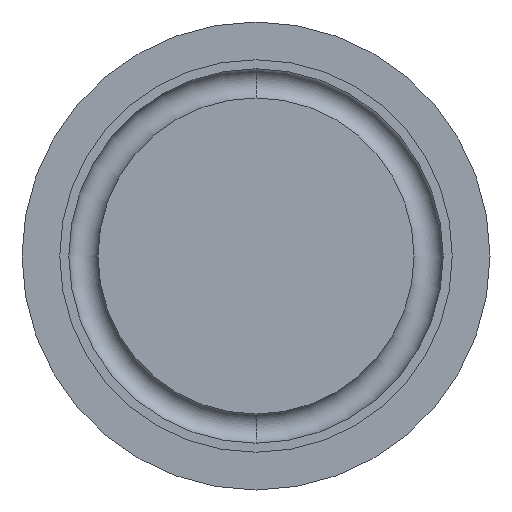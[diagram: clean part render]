
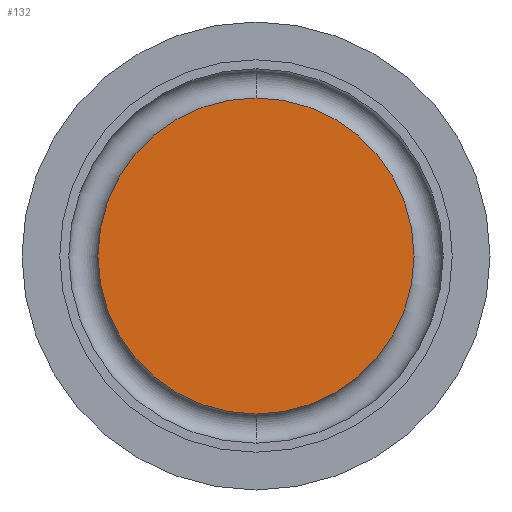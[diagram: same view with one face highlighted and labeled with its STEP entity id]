
A CAD part, left-side view. The second image highlights one B-rep face of the part: STEP entity #132.
In plain terms, the highlighted planar face has unit normal (-1, 0, 0).
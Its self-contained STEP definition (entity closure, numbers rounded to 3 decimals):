
#14 = EDGE_LOOP ( 'NONE', ( #534, #105 ) ) ;
#33 = DIRECTION ( 'NONE',  ( -1., 0., 0. ) ) ;
#39 = CARTESIAN_POINT ( 'NONE',  ( -8.85, -27.86, 0. ) ) ;
#105 = ORIENTED_EDGE ( 'NONE', *, *, #381, .T. ) ;
#132 = ADVANCED_FACE ( 'NONE', ( #247 ), #380, .F. ) ;
#138 = CARTESIAN_POINT ( 'NONE',  ( -8.85, 0., 0. ) ) ;
#152 = DIRECTION ( 'NONE',  ( -1., 0., 0. ) ) ;
#154 = DIRECTION ( 'NONE',  ( 0., 0., 1. ) ) ;
#161 = CIRCLE ( 'NONE', #240, 26.165 ) ;
#171 = EDGE_CURVE ( 'NONE', #370, #189, #161, .T. ) ;
#189 = VERTEX_POINT ( 'NONE', #358 ) ;
#240 = AXIS2_PLACEMENT_3D ( 'NONE', #419, #152, #474 ) ;
#245 = CARTESIAN_POINT ( 'NONE',  ( -8.85, -27.86, 26.165 ) ) ;
#247 = FACE_OUTER_BOUND ( 'NONE', #14, .T. ) ;
#287 = AXIS2_PLACEMENT_3D ( 'NONE', #39, #33, #154 ) ;
#307 = DIRECTION ( 'NONE',  ( 1., 0., 0. ) ) ;
#331 = DIRECTION ( 'NONE',  ( 0., 0., -1. ) ) ;
#358 = CARTESIAN_POINT ( 'NONE',  ( -8.85, -27.86, -26.165 ) ) ;
#370 = VERTEX_POINT ( 'NONE', #245 ) ;
#380 = PLANE ( 'NONE',  #460 ) ;
#381 = EDGE_CURVE ( 'NONE', #189, #370, #413, .T. ) ;
#413 = CIRCLE ( 'NONE', #287, 26.165 ) ;
#419 = CARTESIAN_POINT ( 'NONE',  ( -8.85, -27.86, 0. ) ) ;
#460 = AXIS2_PLACEMENT_3D ( 'NONE', #138, #307, #331 ) ;
#474 = DIRECTION ( 'NONE',  ( 0., 0., 1. ) ) ;
#534 = ORIENTED_EDGE ( 'NONE', *, *, #171, .T. ) ;
